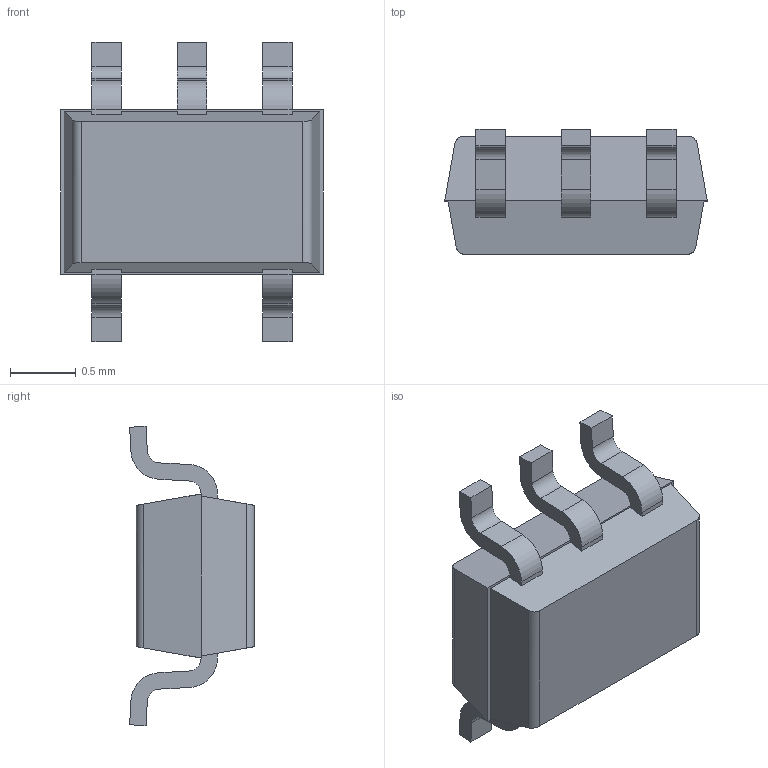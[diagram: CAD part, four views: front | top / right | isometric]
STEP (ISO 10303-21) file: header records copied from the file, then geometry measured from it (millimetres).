
FILE_DESCRIPTION((''),'2;1');
FILE_NAME('MAA05A_ASM','2012-02-09T',('CKXSSC'),(''),'PRO/ENGINEER BY PARAMETRIC TECHNOLOGY CORPORATION, 2011220','PRO/ENGINEER BY PARAMETRIC TECHNOLOGY CORPORATION, 2011220','');
FILE_SCHEMA(('AUTOMOTIVE_DESIGN_CC2 { 1 2 10303 214 -1 1 5 2 }'));
Length unit declared in the file: millimetre
Products named in the file (3): BODY_MAA05; LEADS_MAA05A; MAA05A_ASM
Assembly tree (2 placements, depth 2):
  MAA05A_ASM
    BODY_MAA05
    LEADS_MAA05A
Bounding box: 2 x 0.95 x 2.28 mm (x, y, z)
Volume: 2.1 mm3; surface area: 13 mm2
Topology: 6 solids, 6 shells, 85 faces, 216 edges, 144 vertices
Faces by surface type: plane 61, cylinder 24
Entity records: 3357 total; most frequent: CARTESIAN_POINT 494, ORIENTED_EDGE 432, DIRECTION 428, PRESENTATION_STYLE_ASSIGNMENT 222, STYLED_ITEM 222, CURVE_STYLE 216, EDGE_CURVE 216, VECTOR 168
